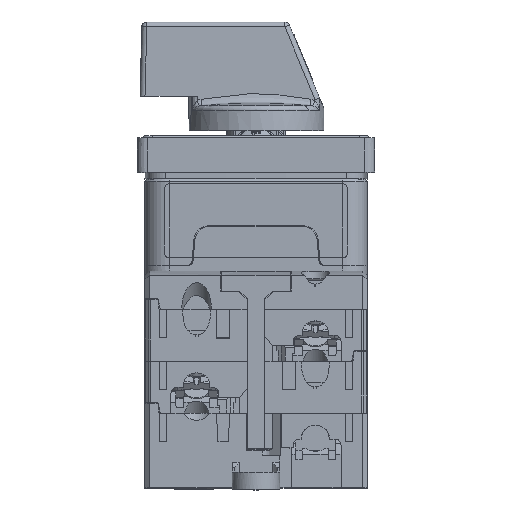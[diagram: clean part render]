
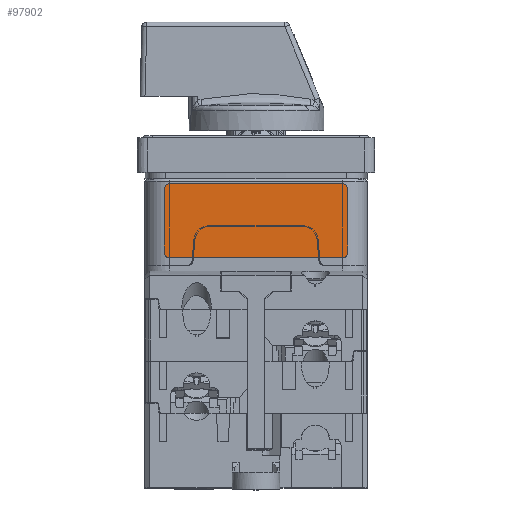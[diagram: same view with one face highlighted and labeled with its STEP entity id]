
A CAD part, top view. The second image highlights one B-rep face of the part: STEP entity #97902.
In plain terms, the highlighted face is planar.
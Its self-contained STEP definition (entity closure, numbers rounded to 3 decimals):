
#97683=CARTESIAN_POINT('',(-17.5,0.2,-6.5));
#97684=DIRECTION('',(0.,1.,0.));
#97685=DIRECTION('',(0.,0.,-1.));
#97686=AXIS2_PLACEMENT_3D('',#97683,#97684,#97685);
#97688=DIRECTION('',(-1.,0.,0.));
#97689=VECTOR('',#97688,35.);
#97690=CARTESIAN_POINT('',(17.5,0.2,-7.5));
#97691=LINE('',#97690,#97689);
#97692=CARTESIAN_POINT('',(17.5,0.2,-6.5));
#97693=DIRECTION('',(0.,1.,0.));
#97694=DIRECTION('',(1.,0.,0.));
#97695=AXIS2_PLACEMENT_3D('',#97692,#97693,#97694);
#97697=DIRECTION('',(0.,0.,-1.));
#97698=VECTOR('',#97697,13.);
#97699=CARTESIAN_POINT('',(18.5,0.2,6.5));
#97700=LINE('',#97699,#97698);
#97701=CARTESIAN_POINT('',(17.5,0.2,6.5));
#97702=DIRECTION('',(0.,1.,0.));
#97703=DIRECTION('',(0.,0.,1.));
#97704=AXIS2_PLACEMENT_3D('',#97701,#97702,#97703);
#97706=DIRECTION('',(1.,0.,0.));
#97707=VECTOR('',#97706,35.);
#97708=CARTESIAN_POINT('',(-17.5,0.2,7.5));
#97709=LINE('',#97708,#97707);
#97710=CARTESIAN_POINT('',(-17.5,0.2,6.5));
#97711=DIRECTION('',(0.,1.,0.));
#97712=DIRECTION('',(-1.,0.,0.));
#97713=AXIS2_PLACEMENT_3D('',#97710,#97711,#97712);
#97715=DIRECTION('',(0.,0.,1.));
#97716=VECTOR('',#97715,13.);
#97717=CARTESIAN_POINT('',(-18.5,0.2,-6.5));
#97718=LINE('',#97717,#97716);
#97723=CARTESIAN_POINT('',(-17.5,0.2,-7.5));
#97724=VERTEX_POINT('',#97723);
#97725=CARTESIAN_POINT('',(-18.5,0.2,-6.5));
#97726=VERTEX_POINT('',#97725);
#97731=CARTESIAN_POINT('',(18.5,0.2,-6.5));
#97732=VERTEX_POINT('',#97731);
#97733=CARTESIAN_POINT('',(17.5,0.2,-7.5));
#97734=VERTEX_POINT('',#97733);
#97739=CARTESIAN_POINT('',(-18.5,0.2,6.5));
#97740=VERTEX_POINT('',#97739);
#97741=CARTESIAN_POINT('',(-17.5,0.2,7.5));
#97742=VERTEX_POINT('',#97741);
#97747=CARTESIAN_POINT('',(17.5,0.2,7.5));
#97748=VERTEX_POINT('',#97747);
#97749=CARTESIAN_POINT('',(18.5,0.2,6.5));
#97750=VERTEX_POINT('',#97749);
#97887=CARTESIAN_POINT('',(0.,0.2,0.));
#97888=DIRECTION('',(0.,1.,0.));
#97889=DIRECTION('',(1.,0.,0.));
#97890=AXIS2_PLACEMENT_3D('',#97887,#97888,#97889);
#97891=PLANE('',#97890);
#97892=ORIENTED_EDGE('',*,*,#97783,.F.);
#97893=ORIENTED_EDGE('',*,*,#97799,.F.);
#97894=ORIENTED_EDGE('',*,*,#97812,.F.);
#97895=ORIENTED_EDGE('',*,*,#97827,.F.);
#97896=ORIENTED_EDGE('',*,*,#97840,.F.);
#97897=ORIENTED_EDGE('',*,*,#97853,.F.);
#97898=ORIENTED_EDGE('',*,*,#97868,.F.);
#97899=ORIENTED_EDGE('',*,*,#97880,.F.);
#97900=EDGE_LOOP('',(#97892,#97893,#97894,#97895,#97896,#97897,#97898,#97899));
#97901=FACE_OUTER_BOUND('',#97900,.F.);
#97902=ADVANCED_FACE('',(#97901),#97891,.T.);
#97687=CIRCLE('',#97686,1.);
#97696=CIRCLE('',#97695,1.);
#97705=CIRCLE('',#97704,1.);
#97714=CIRCLE('',#97713,1.);
#97783=EDGE_CURVE('',#97724,#97726,#97687,.T.);
#97799=EDGE_CURVE('',#97734,#97724,#97691,.T.);
#97812=EDGE_CURVE('',#97732,#97734,#97696,.T.);
#97827=EDGE_CURVE('',#97750,#97732,#97700,.T.);
#97840=EDGE_CURVE('',#97748,#97750,#97705,.T.);
#97853=EDGE_CURVE('',#97742,#97748,#97709,.T.);
#97868=EDGE_CURVE('',#97740,#97742,#97714,.T.);
#97880=EDGE_CURVE('',#97726,#97740,#97718,.T.);
